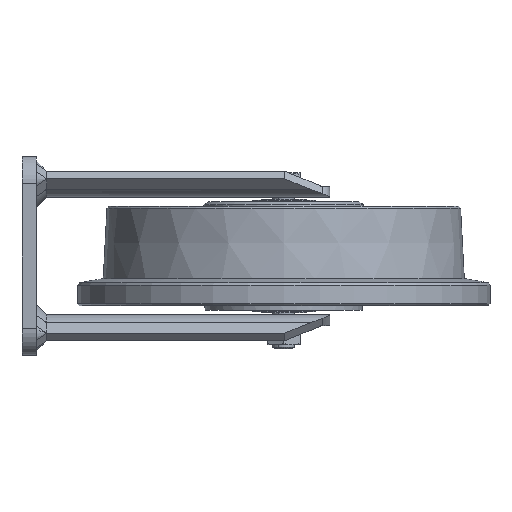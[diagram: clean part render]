
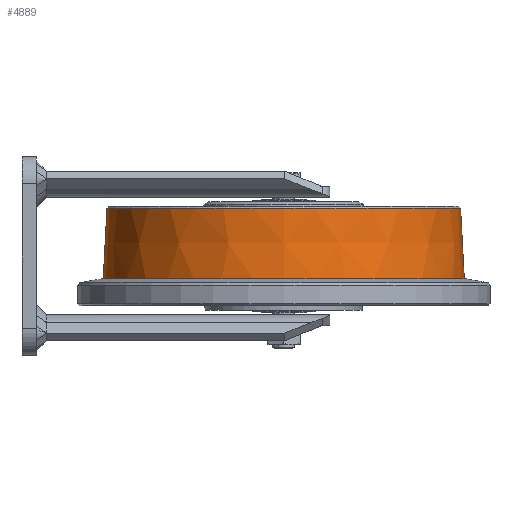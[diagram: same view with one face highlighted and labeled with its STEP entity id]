
A CAD part, left-side view. The second image highlights one B-rep face of the part: STEP entity #4889.
In plain terms, the highlighted conical face has half-angle 3 degrees and reference radius 97.904 mm.
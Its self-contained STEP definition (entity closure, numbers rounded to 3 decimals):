
#820 = DIRECTION ( 'NONE',  ( 0., -1., 0. ) ) ;
#2409 = DIRECTION ( 'NONE',  ( 0., 1., 0. ) ) ;
#3414 = CARTESIAN_POINT ( 'NONE',  ( 0., -245., -12.5 ) ) ;
#4459 = CARTESIAN_POINT ( 'NONE',  ( 0., -145., 26.445 ) ) ;
#4583 = EDGE_CURVE ( 'NONE', #9372, #37106, #19830, .T. ) ;
#4889 = ADVANCED_FACE ( 'NONE', ( #29811 ), #30376, .T. ) ;
#5941 = CARTESIAN_POINT ( 'NONE',  ( 0., -145., 27.5 ) ) ;
#6284 = AXIS2_PLACEMENT_3D ( 'NONE', #5941, #35601, #20590 ) ;
#7461 = EDGE_LOOP ( 'NONE', ( #22584, #40889, #8741, #35819 ) ) ;
#8438 = CARTESIAN_POINT ( 'NONE',  ( 0., -45., -12.5 ) ) ;
#8741 = ORIENTED_EDGE ( 'NONE', *, *, #10461, .T. ) ;
#9372 = VERTEX_POINT ( 'NONE', #30865 ) ;
#10461 = EDGE_CURVE ( 'NONE', #35613, #21293, #48120, .T. ) ;
#17219 = CIRCLE ( 'NONE', #43813, 97.959 ) ;
#19830 = LINE ( 'NONE', #40652, #44088 ) ;
#19850 = AXIS2_PLACEMENT_3D ( 'NONE', #28770, #24962, #2409 ) ;
#20550 = CIRCLE ( 'NONE', #19850, 100. ) ;
#20590 = DIRECTION ( 'NONE',  ( 0., 1., 0. ) ) ;
#20805 = EDGE_CURVE ( 'NONE', #9372, #35613, #17219, .T. ) ;
#21293 = VERTEX_POINT ( 'NONE', #8438 ) ;
#22064 = EDGE_CURVE ( 'NONE', #37106, #21293, #20550, .T. ) ;
#22584 = ORIENTED_EDGE ( 'NONE', *, *, #4583, .F. ) ;
#23555 = CARTESIAN_POINT ( 'NONE',  ( 0., -47.096, 27.5 ) ) ;
#24962 = DIRECTION ( 'NONE',  ( 0., 0., -1. ) ) ;
#28033 = VECTOR ( 'NONE', #38932, 1000. ) ;
#28770 = CARTESIAN_POINT ( 'NONE',  ( 0., -145., -12.5 ) ) ;
#28820 = CARTESIAN_POINT ( 'NONE',  ( 0., -47.041, 26.445 ) ) ;
#29811 = FACE_OUTER_BOUND ( 'NONE', #7461, .T. ) ;
#30376 = CONICAL_SURFACE ( 'NONE', #6284, 97.904, 0.052 ) ;
#30865 = CARTESIAN_POINT ( 'NONE',  ( 0., -242.959, 26.445 ) ) ;
#35601 = DIRECTION ( 'NONE',  ( 0., 0., -1. ) ) ;
#35613 = VERTEX_POINT ( 'NONE', #28820 ) ;
#35819 = ORIENTED_EDGE ( 'NONE', *, *, #22064, .F. ) ;
#37106 = VERTEX_POINT ( 'NONE', #3414 ) ;
#38244 = DIRECTION ( 'NONE',  ( 0., 0., -1. ) ) ;
#38932 = DIRECTION ( 'NONE',  ( 0., 0.052, -0.999 ) ) ;
#40652 = CARTESIAN_POINT ( 'NONE',  ( 0., -242.904, 27.5 ) ) ;
#40889 = ORIENTED_EDGE ( 'NONE', *, *, #20805, .T. ) ;
#41151 = DIRECTION ( 'NONE',  ( 0., -0.052, -0.999 ) ) ;
#43813 = AXIS2_PLACEMENT_3D ( 'NONE', #4459, #38244, #820 ) ;
#44088 = VECTOR ( 'NONE', #41151, 1000. ) ;
#48120 = LINE ( 'NONE', #23555, #28033 ) ;
